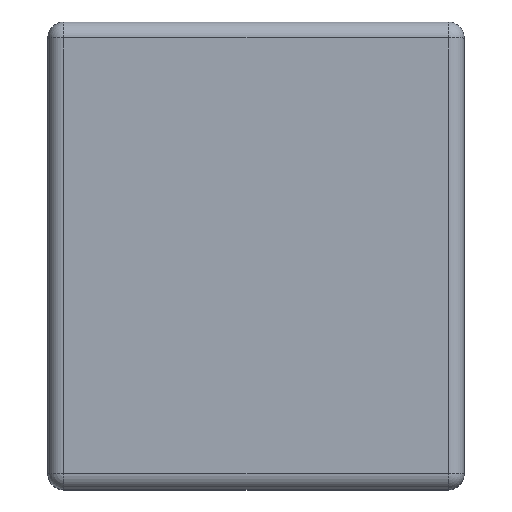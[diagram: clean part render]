
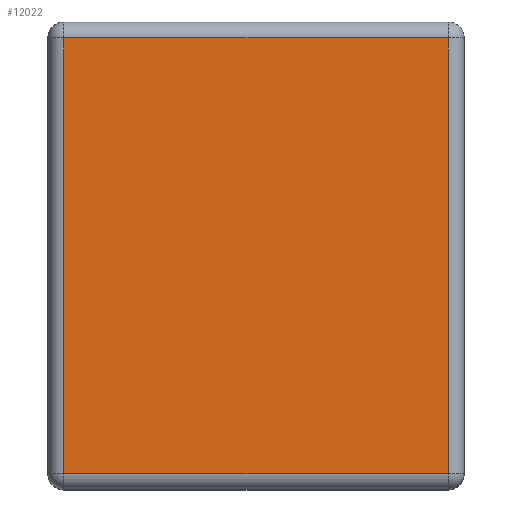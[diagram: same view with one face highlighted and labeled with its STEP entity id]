
A CAD part, top view. The second image highlights one B-rep face of the part: STEP entity #12022.
In plain terms, the highlighted planar face has unit normal (0, 0, 1).
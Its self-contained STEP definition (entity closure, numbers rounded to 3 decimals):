
#171 = CARTESIAN_POINT ( 'NONE',  ( -12., 12.6, 16.1 ) ) ;
#1013 = DIRECTION ( 'NONE',  ( 1., 0., 0. ) ) ;
#1086 = CARTESIAN_POINT ( 'NONE',  ( 13., -14.6, 16.1 ) ) ;
#1876 = VERTEX_POINT ( 'NONE', #8515 ) ;
#2012 = EDGE_CURVE ( 'NONE', #1876, #2787, #11945, .T. ) ;
#2438 = CARTESIAN_POINT ( 'NONE',  ( -12., -15.6, 16.1 ) ) ;
#2787 = VERTEX_POINT ( 'NONE', #6660 ) ;
#2943 = ORIENTED_EDGE ( 'NONE', *, *, #2012, .T. ) ;
#3452 = DIRECTION ( 'NONE',  ( 0., -1., 0. ) ) ;
#3636 = CARTESIAN_POINT ( 'NONE',  ( 12., 13.6, 16.1 ) ) ;
#4045 = AXIS2_PLACEMENT_3D ( 'NONE', #6278, #7005, #5057 ) ;
#5057 = DIRECTION ( 'NONE',  ( 1., 0., 0. ) ) ;
#5258 = CARTESIAN_POINT ( 'NONE',  ( -13., 12.6, 16.1 ) ) ;
#5329 = VECTOR ( 'NONE', #13216, 1000. ) ;
#5603 = VERTEX_POINT ( 'NONE', #171 ) ;
#6278 = CARTESIAN_POINT ( 'NONE',  ( 0., -1., 16.1 ) ) ;
#6509 = VECTOR ( 'NONE', #7763, 1000. ) ;
#6534 = EDGE_CURVE ( 'NONE', #5603, #11476, #12762, .T. ) ;
#6660 = CARTESIAN_POINT ( 'NONE',  ( 12., 12.6, 16.1 ) ) ;
#7005 = DIRECTION ( 'NONE',  ( 0., 0., 1. ) ) ;
#7072 = LINE ( 'NONE', #5258, #5329 ) ;
#7118 = EDGE_LOOP ( 'NONE', ( #7917, #7133, #2943, #12204 ) ) ;
#7133 = ORIENTED_EDGE ( 'NONE', *, *, #8379, .T. ) ;
#7763 = DIRECTION ( 'NONE',  ( 0., 1., 0. ) ) ;
#7917 = ORIENTED_EDGE ( 'NONE', *, *, #6534, .T. ) ;
#8039 = PLANE ( 'NONE',  #4045 ) ;
#8379 = EDGE_CURVE ( 'NONE', #11476, #1876, #13140, .T. ) ;
#8515 = CARTESIAN_POINT ( 'NONE',  ( 12., -14.6, 16.1 ) ) ;
#9132 = EDGE_CURVE ( 'NONE', #2787, #5603, #7072, .T. ) ;
#9378 = VECTOR ( 'NONE', #3452, 1000. ) ;
#11189 = CARTESIAN_POINT ( 'NONE',  ( -12., -14.6, 16.1 ) ) ;
#11476 = VERTEX_POINT ( 'NONE', #11189 ) ;
#11591 = VECTOR ( 'NONE', #1013, 1000. ) ;
#11945 = LINE ( 'NONE', #3636, #6509 ) ;
#12022 = ADVANCED_FACE ( 'NONE', ( #12286 ), #8039, .T. ) ;
#12204 = ORIENTED_EDGE ( 'NONE', *, *, #9132, .T. ) ;
#12286 = FACE_OUTER_BOUND ( 'NONE', #7118, .T. ) ;
#12762 = LINE ( 'NONE', #2438, #9378 ) ;
#13140 = LINE ( 'NONE', #1086, #11591 ) ;
#13216 = DIRECTION ( 'NONE',  ( -1., 0., 0. ) ) ;
